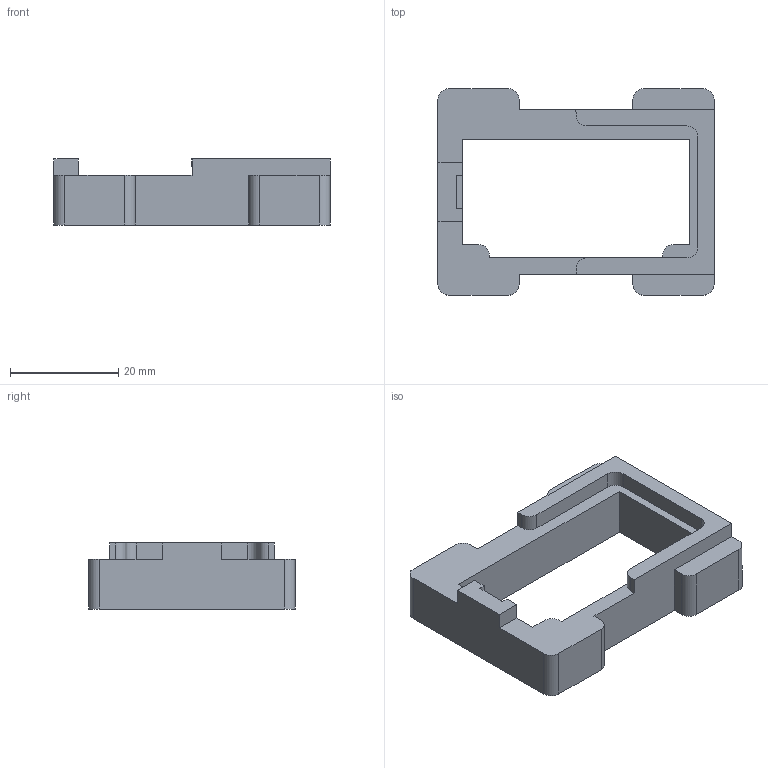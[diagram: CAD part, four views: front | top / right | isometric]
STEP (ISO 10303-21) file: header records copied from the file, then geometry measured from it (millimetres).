
FILE_DESCRIPTION (( 'STEP AP203' ), '1' );
FILE_NAME ('b2_dynamixel_m.STEP', '2015-02-27T23:03:18', ( '' ), ( '' ), 'SwSTEP 2.0', 'SolidWorks 2013', '' );
FILE_SCHEMA (( 'CONFIG_CONTROL_DESIGN' ));
Length unit declared in the file: millimetre
Products named in the file (1): b2_dynamixel_m
Bounding box: 51 x 38.1 x 12.2 mm (x, y, z)
Volume: 8884.6 mm3; surface area: 5193.8 mm2
Topology: 1 solids, 1 shells, 51 faces, 150 edges, 100 vertices
Faces by surface type: plane 37, cylinder 14
Entity records: 1773 total; most frequent: CARTESIAN_POINT 302, ORIENTED_EDGE 300, DIRECTION 282, EDGE_CURVE 150, LINE 122, VECTOR 122, VERTEX_POINT 100, AXIS2_PLACEMENT_3D 80
